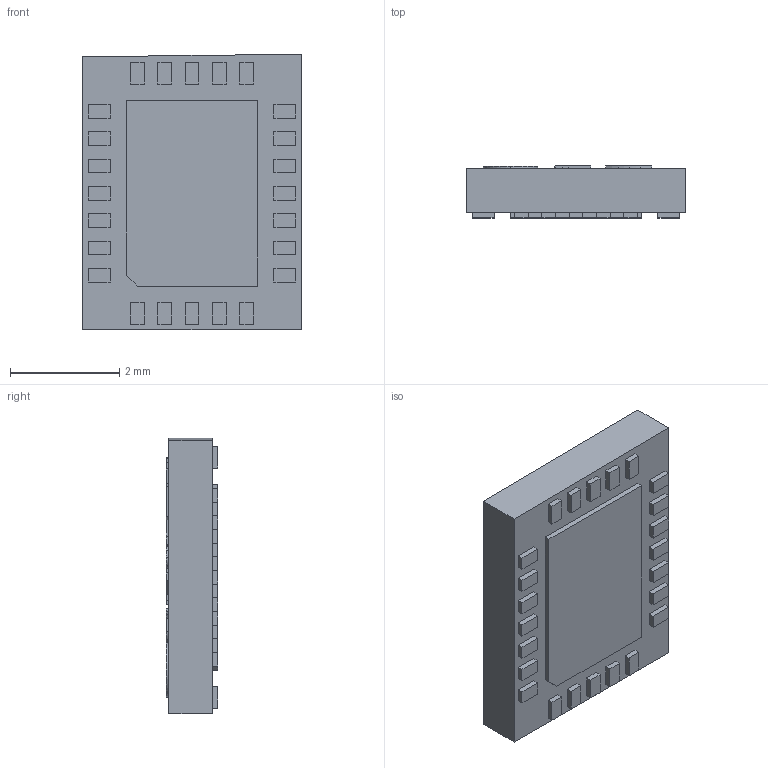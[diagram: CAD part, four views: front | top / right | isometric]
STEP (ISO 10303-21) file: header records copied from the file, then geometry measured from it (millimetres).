
FILE_DESCRIPTION (( 'STEP AP214' ), '1' );
FILE_NAME ('WQFN-24.STEP', '2018-02-23T10:41:41', ( '' ), ( '' ), 'SwSTEP 2.0', 'SolidWorks 2018', '' );
FILE_SCHEMA (( 'AUTOMOTIVE_DESIGN' ));
Length unit declared in the file: millimetre
Products named in the file (1): WQFN-24
Bounding box: 4 x 0.95 x 5.05 mm (x, y, z)
Volume: 17.3 mm3; surface area: 82.3 mm2
Topology: 26 solids, 26 shells, 375 faces, 912 edges, 608 vertices
Faces by surface type: plane 288, bspline 85, cylinder 2
Entity records: 11859 total; most frequent: CARTESIAN_POINT 3341, ORIENTED_EDGE 1824, DIRECTION 1328, EDGE_CURVE 912, LINE 738, VECTOR 738, VERTEX_POINT 608, EDGE_LOOP 394
